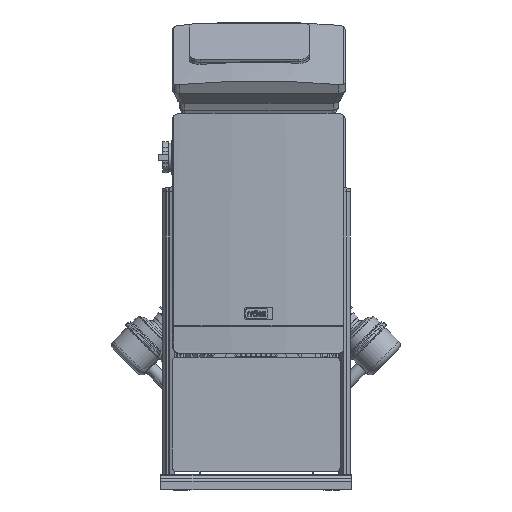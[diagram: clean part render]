
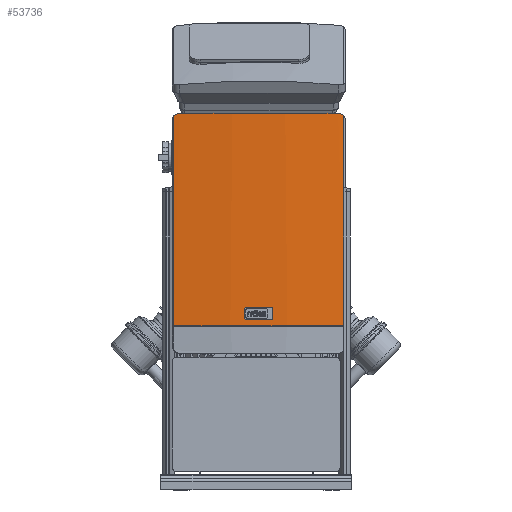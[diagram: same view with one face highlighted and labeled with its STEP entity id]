
A CAD part, front view. The second image highlights one B-rep face of the part: STEP entity #53736.
In plain terms, the highlighted cylindrical face has radius 1452.14 mm (diameter 2904.28 mm), a partial arc.
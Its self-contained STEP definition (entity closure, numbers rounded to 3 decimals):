
#53412=CARTESIAN_POINT('',(172.381,4.989,297.032));
#53413=VERTEX_POINT('',#53412);
#53421=CARTESIAN_POINT('',(-162.391,4.989,297.032));
#53422=VERTEX_POINT('',#53421);
#53423=CARTESIAN_POINT('',(4.995,1447.448,297.032));
#53424=DIRECTION('',(0.0,0.0,1.0));
#53425=DIRECTION('',(0.,-1.0,0.0));
#53426=AXIS2_PLACEMENT_3D('',#53423,#53424,#53425);
#53427=CIRCLE('',#53426,1452.138);
#53428=EDGE_CURVE('',#53422,#53413,#53427,.T.);
#53575=CARTESIAN_POINT('',(-162.391,4.989,708.178));
#53576=VERTEX_POINT('',#53575);
#53577=CARTESIAN_POINT('',(-162.391,4.989,297.032));
#53578=DIRECTION('',(0.0,0.0,1.0));
#53579=VECTOR('',#53578,411.147);
#53580=LINE('',#53577,#53579);
#53581=EDGE_CURVE('',#53422,#53576,#53580,.T.);
#53678=CARTESIAN_POINT('',(4.995,1447.448,243.032));
#53679=DIRECTION('',(0.0,0.0,1.0));
#53680=DIRECTION('',(0.,-1.0,0.0));
#53681=AXIS2_PLACEMENT_3D('',#53678,#53679,#53680);
#53682=CYLINDRICAL_SURFACE('',#53681,1452.138);
#53683=ORIENTED_EDGE('',*,*,#53428,.T.);
#53684=CARTESIAN_POINT('',(172.381,4.989,708.178));
#53685=VERTEX_POINT('',#53684);
#53686=CARTESIAN_POINT('',(172.381,4.989,297.032));
#53687=DIRECTION('',(0.0,0.0,1.0));
#53688=VECTOR('',#53687,411.147);
#53689=LINE('',#53686,#53688);
#53690=EDGE_CURVE('',#53413,#53685,#53689,.T.);
#53691=ORIENTED_EDGE('',*,*,#53690,.T.);
#53692=CARTESIAN_POINT('',(160.995,3.713,714.032));
#53693=VERTEX_POINT('',#53692);
#53694=CARTESIAN_POINT('',(172.381,4.989,708.178));
#53695=CARTESIAN_POINT('',(171.929,4.937,708.809));
#53696=CARTESIAN_POINT('',(171.431,4.879,709.393));
#53697=CARTESIAN_POINT('',(170.284,4.747,710.543));
#53698=CARTESIAN_POINT('',(169.581,4.667,711.128));
#53699=CARTESIAN_POINT('',(168.049,4.493,712.16));
#53700=CARTESIAN_POINT('',(167.221,4.399,712.606));
#53701=CARTESIAN_POINT('',(165.494,4.206,713.322));
#53702=CARTESIAN_POINT('',(164.594,4.106,713.592));
#53703=CARTESIAN_POINT('',(162.784,3.908,713.947));
#53704=CARTESIAN_POINT('',(161.875,3.808,714.032));
#53705=CARTESIAN_POINT('',(160.995,3.713,714.032));
#53706=B_SPLINE_CURVE_WITH_KNOTS('',3,(#53694,#53695,#53696,#53697,#53698,#53699,#53700,#53701,#53702,#53703,#53704,#53705),.UNSPECIFIED.,.F.,.U.,(4,2,2,2,2,4),(50.621,52.857,55.511,58.165,60.819,63.473),.UNSPECIFIED.);
#53707=EDGE_CURVE('',#53685,#53693,#53706,.T.);
#53708=ORIENTED_EDGE('',*,*,#53707,.T.);
#53709=CARTESIAN_POINT('',(-151.005,3.713,714.032));
#53710=VERTEX_POINT('',#53709);
#53711=CARTESIAN_POINT('',(4.995,1447.448,714.032));
#53712=DIRECTION('',(0.0,0.0,-1.0));
#53713=DIRECTION('',(0.,-1.0,0.0));
#53714=AXIS2_PLACEMENT_3D('',#53711,#53712,#53713);
#53715=CIRCLE('',#53714,1452.138);
#53716=EDGE_CURVE('',#53693,#53710,#53715,.T.);
#53717=ORIENTED_EDGE('',*,*,#53716,.T.);
#53718=CARTESIAN_POINT('',(-151.005,3.713,714.032));
#53719=CARTESIAN_POINT('',(-151.885,3.808,714.032));
#53720=CARTESIAN_POINT('',(-152.794,3.908,713.947));
#53721=CARTESIAN_POINT('',(-154.604,4.106,713.592));
#53722=CARTESIAN_POINT('',(-155.504,4.206,713.322));
#53723=CARTESIAN_POINT('',(-157.231,4.399,712.606));
#53724=CARTESIAN_POINT('',(-158.059,4.493,712.16));
#53725=CARTESIAN_POINT('',(-159.591,4.667,711.128));
#53726=CARTESIAN_POINT('',(-160.294,4.747,710.543));
#53727=CARTESIAN_POINT('',(-161.441,4.879,709.393));
#53728=CARTESIAN_POINT('',(-161.939,4.937,708.809));
#53729=CARTESIAN_POINT('',(-162.391,4.989,708.178));
#53730=B_SPLINE_CURVE_WITH_KNOTS('',3,(#53718,#53719,#53720,#53721,#53722,#53723,#53724,#53725,#53726,#53727,#53728,#53729),.UNSPECIFIED.,.F.,.U.,(4,2,2,2,2,4),(21.151,23.805,26.459,29.113,31.768,34.003),.UNSPECIFIED.);
#53731=EDGE_CURVE('',#53710,#53576,#53730,.T.);
#53732=ORIENTED_EDGE('',*,*,#53731,.T.);
#53733=ORIENTED_EDGE('',*,*,#53581,.F.);
#53734=EDGE_LOOP('',(#53683,#53691,#53708,#53717,#53732,#53733));
#53735=FACE_OUTER_BOUND('',#53734,.T.);
#53736=ADVANCED_FACE('',(#53735),#53682,.T.);
